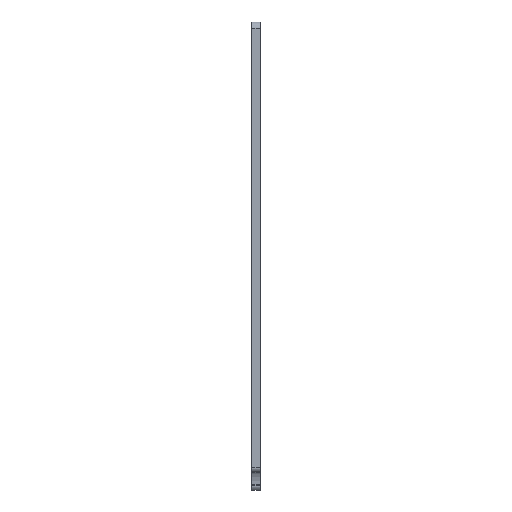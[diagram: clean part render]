
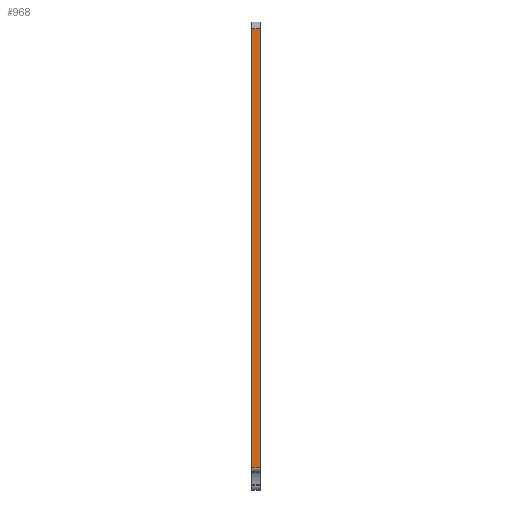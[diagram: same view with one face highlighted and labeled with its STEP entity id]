
A CAD part, left-side view. The second image highlights one B-rep face of the part: STEP entity #968.
In plain terms, the highlighted planar face has unit normal (-1, 0, 0).
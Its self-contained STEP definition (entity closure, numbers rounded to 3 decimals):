
#59 = EDGE_CURVE ( 'NONE', #205, #1648, #1411, .T. ) ;
#204 = CARTESIAN_POINT ( 'NONE',  ( -152.5, 6.35, -155.5 ) ) ;
#205 = VERTEX_POINT ( 'NONE', #750 ) ;
#447 = EDGE_CURVE ( 'NONE', #463, #1648, #624, .T. ) ;
#463 = VERTEX_POINT ( 'NONE', #204 ) ;
#470 = EDGE_CURVE ( 'NONE', #463, #861, #900, .T. ) ;
#473 = AXIS2_PLACEMENT_3D ( 'NONE', #1858, #1409, #1355 ) ;
#599 = DIRECTION ( 'NONE',  ( 0., -1., 0. ) ) ;
#624 = LINE ( 'NONE', #1204, #1099 ) ;
#683 = VECTOR ( 'NONE', #1401, 1000. ) ;
#750 = CARTESIAN_POINT ( 'NONE',  ( -152.5, 0., 163.5 ) ) ;
#834 = ORIENTED_EDGE ( 'NONE', *, *, #966, .T. ) ;
#843 = FACE_OUTER_BOUND ( 'NONE', #1762, .T. ) ;
#861 = VERTEX_POINT ( 'NONE', #1557 ) ;
#900 = LINE ( 'NONE', #1759, #1798 ) ;
#929 = CARTESIAN_POINT ( 'NONE',  ( -152.5, 0., -152.5 ) ) ;
#966 = EDGE_CURVE ( 'NONE', #861, #205, #1060, .T. ) ;
#968 = ADVANCED_FACE ( 'NONE', ( #843 ), #1138, .F. ) ;
#1060 = LINE ( 'NONE', #929, #1515 ) ;
#1099 = VECTOR ( 'NONE', #1781, 1000. ) ;
#1138 = PLANE ( 'NONE',  #473 ) ;
#1154 = ORIENTED_EDGE ( 'NONE', *, *, #447, .F. ) ;
#1204 = CARTESIAN_POINT ( 'NONE',  ( -152.5, 6.35, -152.5 ) ) ;
#1355 = DIRECTION ( 'NONE',  ( 0., 0., -1. ) ) ;
#1395 = ORIENTED_EDGE ( 'NONE', *, *, #59, .T. ) ;
#1401 = DIRECTION ( 'NONE',  ( 0., 1., 0. ) ) ;
#1409 = DIRECTION ( 'NONE',  ( 1., 0., 0. ) ) ;
#1411 = LINE ( 'NONE', #1688, #683 ) ;
#1447 = CARTESIAN_POINT ( 'NONE',  ( -152.5, 6.35, 163.5 ) ) ;
#1466 = ORIENTED_EDGE ( 'NONE', *, *, #470, .T. ) ;
#1515 = VECTOR ( 'NONE', #1551, 1000. ) ;
#1551 = DIRECTION ( 'NONE',  ( 0., 0., 1. ) ) ;
#1557 = CARTESIAN_POINT ( 'NONE',  ( -152.5, 0., -155.5 ) ) ;
#1648 = VERTEX_POINT ( 'NONE', #1447 ) ;
#1688 = CARTESIAN_POINT ( 'NONE',  ( -152.5, 6.35, 163.5 ) ) ;
#1759 = CARTESIAN_POINT ( 'NONE',  ( -152.5, 0., -155.5 ) ) ;
#1762 = EDGE_LOOP ( 'NONE', ( #834, #1395, #1154, #1466 ) ) ;
#1781 = DIRECTION ( 'NONE',  ( 0., 0., 1. ) ) ;
#1798 = VECTOR ( 'NONE', #599, 1000. ) ;
#1858 = CARTESIAN_POINT ( 'NONE',  ( -152.5, 6.35, -152.5 ) ) ;
